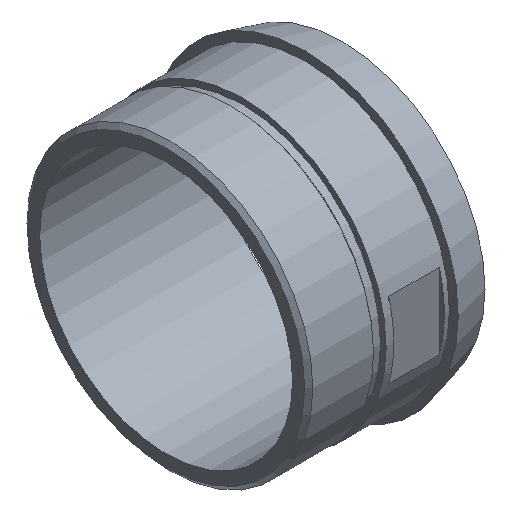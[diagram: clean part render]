
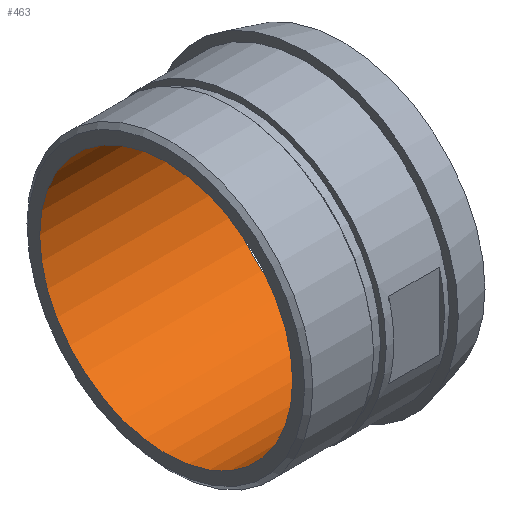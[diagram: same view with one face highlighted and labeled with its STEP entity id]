
A CAD part, isometric view. The second image highlights one B-rep face of the part: STEP entity #463.
In plain terms, the highlighted cylindrical face has radius 50 mm (diameter 100 mm), a full revolution.
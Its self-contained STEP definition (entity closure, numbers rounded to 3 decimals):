
#324=CARTESIAN_POINT('',(70.,-50.0,0.0));
#325=VERTEX_POINT('',#324);
#326=CARTESIAN_POINT('',(70.,0.0,0.0));
#327=DIRECTION('',(-1.0,0.0,0.0));
#328=DIRECTION('',(0.0,-1.0,0.0));
#329=AXIS2_PLACEMENT_3D('',#326,#327,#328);
#330=CIRCLE('',#329,50.0);
#331=EDGE_CURVE('',#325,#325,#330,.T.);
#440=CARTESIAN_POINT('',(0.,-50.0,0.0));
#441=VERTEX_POINT('',#440);
#442=CARTESIAN_POINT('',(0.,0.0,0.0));
#443=DIRECTION('',(-1.0,0.0,0.0));
#444=DIRECTION('',(0.0,-1.0,0.0));
#445=AXIS2_PLACEMENT_3D('',#442,#443,#444);
#446=CIRCLE('',#445,50.0);
#447=EDGE_CURVE('',#441,#441,#446,.T.);
#452=CARTESIAN_POINT('',(35.,0.0,0.0));
#453=DIRECTION('',(-1.0,0.0,0.0));
#454=DIRECTION('',(0.0,-1.0,0.0));
#455=AXIS2_PLACEMENT_3D('',#452,#453,#454);
#456=CYLINDRICAL_SURFACE('',#455,50.0);
#457=ORIENTED_EDGE('',*,*,#331,.F.);
#458=EDGE_LOOP('',(#457));
#459=FACE_OUTER_BOUND('',#458,.T.);
#460=ORIENTED_EDGE('',*,*,#447,.T.);
#461=EDGE_LOOP('',(#460));
#462=FACE_BOUND('',#461,.T.);
#463=ADVANCED_FACE('',(#459,#462),#456,.F.);
